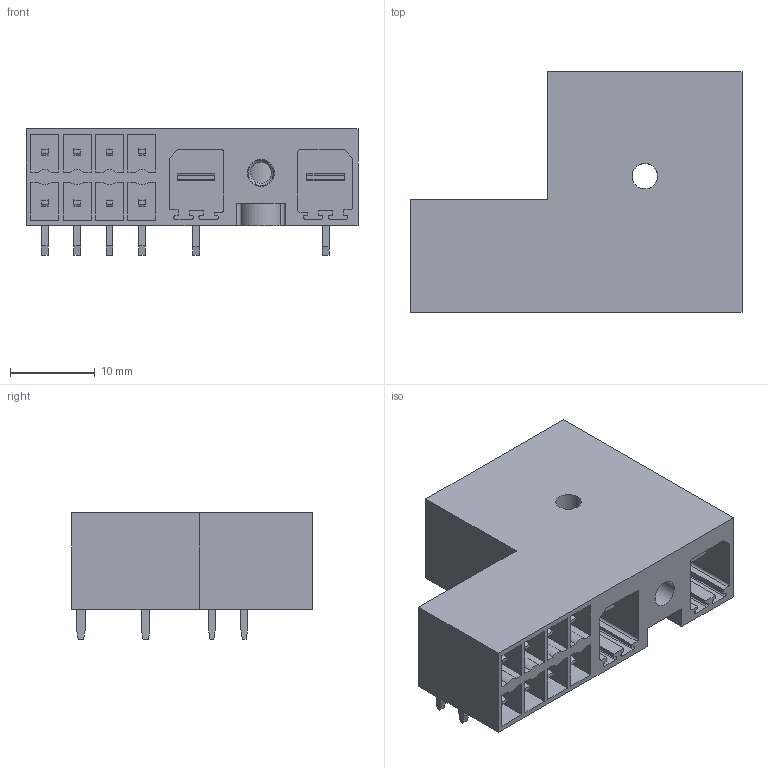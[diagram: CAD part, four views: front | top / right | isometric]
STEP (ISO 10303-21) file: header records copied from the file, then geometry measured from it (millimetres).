
FILE_DESCRIPTION(('CATIA V5 STEP Exchange','CAx-IF Rec.Pracs.--- Model Styling and Organization---1.2---2011-12-15'),'2;1');
FILE_NAME ('D1449428_0', '2018-11-27T11:30:21+00:00', ('none'), ('Weidmueller'), 'CATIA Version 5-6 Release 2014', 'CATIA V5 STEP AP214', 'none');
FILE_SCHEMA(('AUTOMOTIVE_DESIGN { 1 0 10303 214 1 1 1 1 }'));
Length unit declared in the file: millimetre
Products named in the file (1): 1156130000
Bounding box: 39.07 x 28.3 x 14.9 mm (x, y, z)
Volume: 6929.9 mm3; surface area: 7304.8 mm2
Topology: 12 solids, 12 shells, 394 faces, 1077 edges, 715 vertices
Faces by surface type: plane 353, cylinder 39, cone 2
Entity records: 10529 total; most frequent: ORIENTED_EDGE 2154, CARTESIAN_POINT 1773, DIRECTION 1291, EDGE_CURVE 983, VECTOR 911, LINE 911, VERTEX_POINT 635, EDGE_LOOP 432
